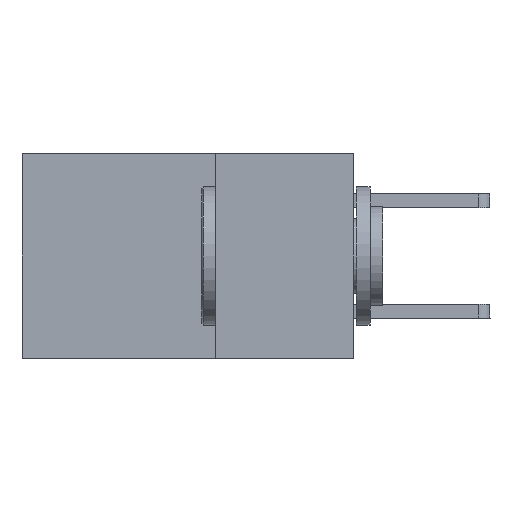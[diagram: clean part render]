
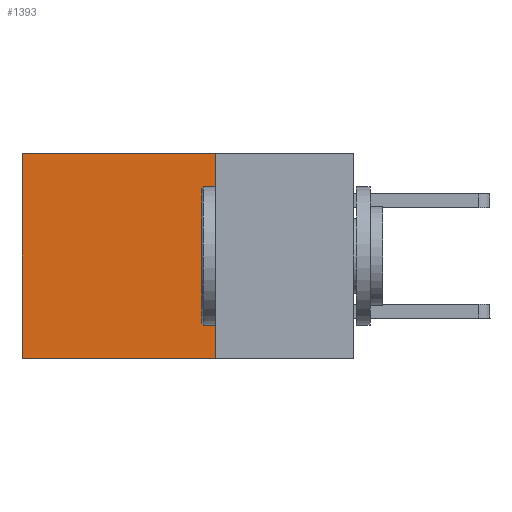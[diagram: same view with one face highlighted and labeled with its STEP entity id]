
A CAD part, left-side view. The second image highlights one B-rep face of the part: STEP entity #1393.
In plain terms, the highlighted planar face has unit normal (-1, 0, 0).
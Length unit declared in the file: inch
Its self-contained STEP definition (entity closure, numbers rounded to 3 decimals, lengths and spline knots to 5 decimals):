
#499 = ORIENTED_EDGE ( 'NONE', *, *, #7784, .T. ) ;
#927 = CARTESIAN_POINT ( 'NONE',  ( 0.2875, 0.25, 0. ) ) ;
#1393 = ADVANCED_FACE ( 'NONE', ( #4332 ), #12373, .F. ) ;
#1525 = ORIENTED_EDGE ( 'NONE', *, *, #5807, .T. ) ;
#1635 = LINE ( 'NONE', #9677, #13969 ) ;
#1882 = CARTESIAN_POINT ( 'NONE',  ( 0.2875, 0.25, 0. ) ) ;
#2127 = EDGE_CURVE ( 'NONE', #13794, #7062, #3678, .T. ) ;
#3678 = LINE ( 'NONE', #1882, #11228 ) ;
#3963 = DIRECTION ( 'NONE',  ( 0., 1., 0. ) ) ;
#4025 = DIRECTION ( 'NONE',  ( 0., 1., 0. ) ) ;
#4273 = ORIENTED_EDGE ( 'NONE', *, *, #6243, .F. ) ;
#4332 = FACE_OUTER_BOUND ( 'NONE', #10949, .T. ) ;
#4398 = CARTESIAN_POINT ( 'NONE',  ( 0.2875, 0.25, 0. ) ) ;
#4463 = DIRECTION ( 'NONE',  ( 0., 0., -1. ) ) ;
#5589 = LINE ( 'NONE', #12437, #10894 ) ;
#5807 = EDGE_CURVE ( 'NONE', #13794, #13426, #7313, .T. ) ;
#6243 = EDGE_CURVE ( 'NONE', #7062, #13473, #1635, .T. ) ;
#6626 = CARTESIAN_POINT ( 'NONE',  ( 0.2875, 0.6, -0.37 ) ) ;
#7062 = VERTEX_POINT ( 'NONE', #7248 ) ;
#7248 = CARTESIAN_POINT ( 'NONE',  ( 0.2875, 0.25, -0.37 ) ) ;
#7313 = LINE ( 'NONE', #10747, #14467 ) ;
#7784 = EDGE_CURVE ( 'NONE', #13426, #13473, #5589, .T. ) ;
#8865 = DIRECTION ( 'NONE',  ( 1., 0., 0. ) ) ;
#9016 = DIRECTION ( 'NONE',  ( 0., 0., -1. ) ) ;
#9677 = CARTESIAN_POINT ( 'NONE',  ( 0.2875, 0.25, -0.37 ) ) ;
#10747 = CARTESIAN_POINT ( 'NONE',  ( 0.2875, 0.25, 0. ) ) ;
#10894 = VECTOR ( 'NONE', #4463, 39.37008 ) ;
#10949 = EDGE_LOOP ( 'NONE', ( #499, #4273, #11507, #1525 ) ) ;
#11228 = VECTOR ( 'NONE', #14388, 39.37008 ) ;
#11298 = CARTESIAN_POINT ( 'NONE',  ( 0.2875, 0.6, 0. ) ) ;
#11507 = ORIENTED_EDGE ( 'NONE', *, *, #2127, .F. ) ;
#12373 = PLANE ( 'NONE',  #13089 ) ;
#12437 = CARTESIAN_POINT ( 'NONE',  ( 0.2875, 0.6, 0. ) ) ;
#13089 = AXIS2_PLACEMENT_3D ( 'NONE', #4398, #8865, #9016 ) ;
#13426 = VERTEX_POINT ( 'NONE', #11298 ) ;
#13473 = VERTEX_POINT ( 'NONE', #6626 ) ;
#13794 = VERTEX_POINT ( 'NONE', #927 ) ;
#13969 = VECTOR ( 'NONE', #4025, 39.37008 ) ;
#14388 = DIRECTION ( 'NONE',  ( 0., 0., -1. ) ) ;
#14467 = VECTOR ( 'NONE', #3963, 39.37008 ) ;
